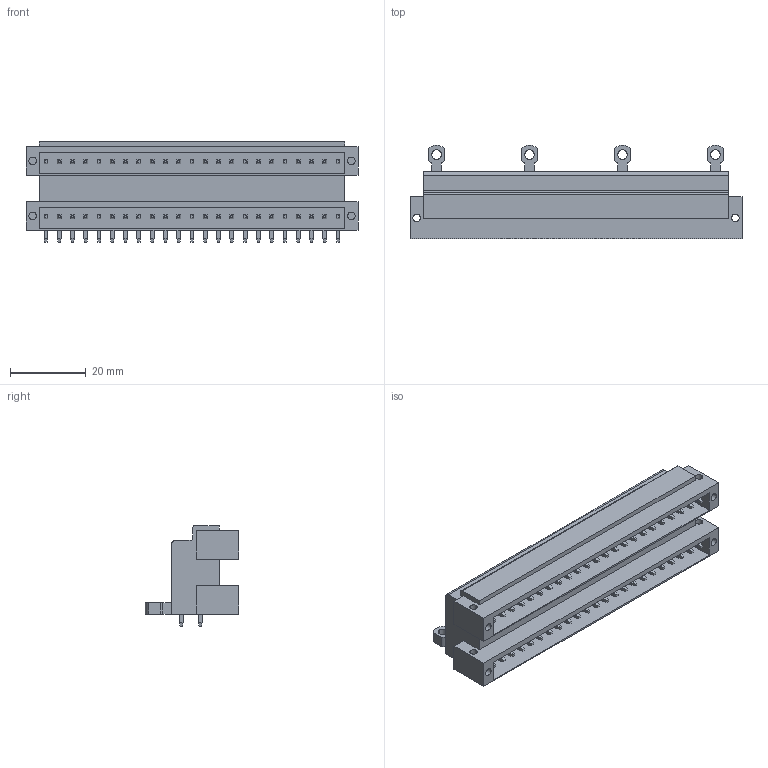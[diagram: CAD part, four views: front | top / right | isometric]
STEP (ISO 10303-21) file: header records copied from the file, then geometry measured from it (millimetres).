
FILE_DESCRIPTION(('CATIA V5 STEP Exchange','CAx-IF Rec.Pracs.--- Model Styling and Organization---1.2---2011-12-15'),'2;1');
FILE_NAME ('D1453984_0_1634020000_1634020000.stp','2018-11-10T04:51:00+00:00',('none'),('Weidmueller'),'CATIA Version 5-6 Release 2014','CATIA V5 STEP AP214','none');
FILE_SCHEMA(('AUTOMOTIVE_DESIGN { 1 0 10303 214 1 1 1 1 }'));
Length unit declared in the file: millimetre
Products named in the file (1): 1634020000
Bounding box: 87.5 x 24.7 x 26.5 mm (x, y, z)
Volume: 22533 mm3; surface area: 19409.5 mm2
Topology: 47 solids, 47 shells, 1111 faces, 2665 edges, 1654 vertices
Faces by surface type: plane 1068, cylinder 43
Entity records: 27467 total; most frequent: ORIENTED_EDGE 5330, CARTESIAN_POINT 5060, DIRECTION 3041, EDGE_CURVE 2665, VECTOR 2211, LINE 2211, VERTEX_POINT 1654, EDGE_LOOP 1225
